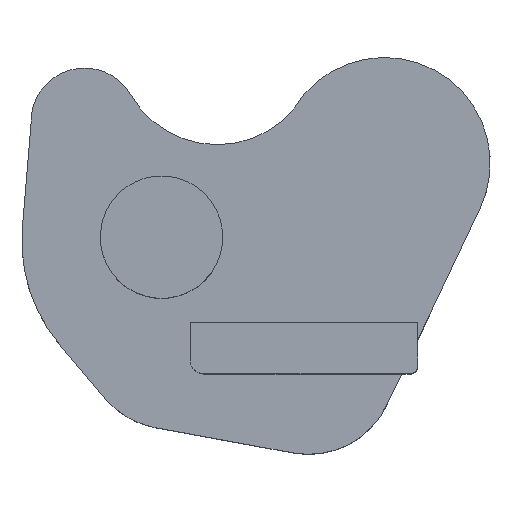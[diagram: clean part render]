
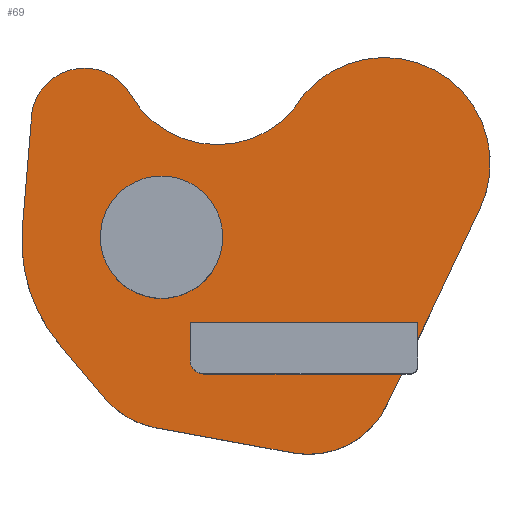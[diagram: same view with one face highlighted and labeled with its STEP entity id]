
A CAD part, top view. The second image highlights one B-rep face of the part: STEP entity #69.
In plain terms, the highlighted planar face has unit normal (0, 0, 1).
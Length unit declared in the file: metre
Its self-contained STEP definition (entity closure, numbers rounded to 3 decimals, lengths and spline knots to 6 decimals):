
#69=ADVANCED_FACE('0:5283',(#154,#155),#156,.T.);
#154=FACE_OUTER_BOUND('',#253,.T.);
#155=FACE_BOUND('',#254,.T.);
#156=PLANE('',#255);
#253=EDGE_LOOP('',(#381,#382,#383,#384,#385,#386,#387,#388,#389,#390,#391,#392,#393,#394,#395,#396,#397,#398,#399,#400));
#254=EDGE_LOOP('',(#401,#402));
#255=AXIS2_PLACEMENT_3D('',#403,#404,#405);
#381=ORIENTED_EDGE('',*,*,#632,.F.);
#382=ORIENTED_EDGE('',*,*,#638,.F.);
#383=ORIENTED_EDGE('',*,*,#639,.F.);
#384=ORIENTED_EDGE('',*,*,#627,.F.);
#385=ORIENTED_EDGE('',*,*,#640,.F.);
#386=ORIENTED_EDGE('',*,*,#641,.F.);
#387=ORIENTED_EDGE('',*,*,#622,.F.);
#388=ORIENTED_EDGE('',*,*,#642,.F.);
#389=ORIENTED_EDGE('',*,*,#643,.T.);
#390=ORIENTED_EDGE('',*,*,#610,.F.);
#391=ORIENTED_EDGE('',*,*,#644,.F.);
#392=ORIENTED_EDGE('',*,*,#645,.T.);
#393=ORIENTED_EDGE('',*,*,#646,.T.);
#394=ORIENTED_EDGE('',*,*,#647,.T.);
#395=ORIENTED_EDGE('',*,*,#648,.F.);
#396=ORIENTED_EDGE('',*,*,#649,.F.);
#397=ORIENTED_EDGE('',*,*,#650,.F.);
#398=ORIENTED_EDGE('',*,*,#651,.F.);
#399=ORIENTED_EDGE('',*,*,#652,.F.);
#400=ORIENTED_EDGE('',*,*,#634,.F.);
#401=ORIENTED_EDGE('',*,*,#605,.T.);
#402=ORIENTED_EDGE('',*,*,#653,.T.);
#403=CARTESIAN_POINT('',(0.0,0.0,0.00786));
#404=DIRECTION('',(0.0,0.0,1.0));
#405=DIRECTION('',(1.0,0.0,0.0));
#605=EDGE_CURVE('0:7150',#717,#714,#718,.T.);
#610=EDGE_CURVE('',#723,#726,#727,.F.);
#622=EDGE_CURVE('0:23995',#746,#742,#748,.T.);
#627=EDGE_CURVE('0:26907',#755,#751,#757,.T.);
#632=EDGE_CURVE('0:29604',#764,#760,#766,.T.);
#634=EDGE_CURVE('',#760,#768,#769,.T.);
#638=EDGE_CURVE('0:5166',#774,#764,#775,.T.);
#639=EDGE_CURVE('',#751,#774,#776,.T.);
#640=EDGE_CURVE('0:5157',#777,#755,#778,.T.);
#641=EDGE_CURVE('',#742,#777,#779,.T.);
#642=EDGE_CURVE('0:15272',#780,#746,#781,.T.);
#643=EDGE_CURVE('0:15237',#780,#726,#782,.T.);
#644=EDGE_CURVE('0:19473',#783,#723,#784,.F.);
#645=EDGE_CURVE('0:15234',#783,#785,#786,.T.);
#646=EDGE_CURVE('0:15231',#785,#787,#788,.T.);
#647=EDGE_CURVE('0:15243',#787,#789,#790,.T.);
#648=EDGE_CURVE('0:15269',#791,#789,#792,.T.);
#649=EDGE_CURVE('0:5139',#793,#791,#794,.T.);
#650=EDGE_CURVE('0:5127',#795,#793,#796,.T.);
#651=EDGE_CURVE('0:5184',#797,#795,#798,.T.);
#652=EDGE_CURVE('0:5175',#768,#797,#799,.T.);
#653=EDGE_CURVE('',#714,#717,#800,.T.);
#714=VERTEX_POINT('',#876);
#717=VERTEX_POINT('',#880);
#718=CIRCLE('',#881,0.004301);
#723=VERTEX_POINT('',#887);
#726=VERTEX_POINT('',#891);
#727=CIRCLE('',#892,0.00096);
#742=VERTEX_POINT('',#910);
#746=VERTEX_POINT('',#915);
#748=CIRCLE('',#918,0.00608);
#751=VERTEX_POINT('',#921);
#755=VERTEX_POINT('',#926);
#757=CIRCLE('',#929,0.00617);
#760=VERTEX_POINT('',#932);
#764=VERTEX_POINT('',#937);
#766=CIRCLE('',#940,0.01134);
#768=VERTEX_POINT('',#942);
#769=CIRCLE('',#943,0.01134);
#774=VERTEX_POINT('',#949);
#775=LINE('',#950,#951);
#776=CIRCLE('',#952,0.00617);
#777=VERTEX_POINT('',#953);
#778=LINE('',#954,#955);
#779=CIRCLE('',#956,0.00608);
#780=VERTEX_POINT('',#957);
#781=LINE('',#958,#959);
#782=LINE('',#960,#961);
#783=VERTEX_POINT('',#962);
#784=CIRCLE('',#963,0.00096);
#785=VERTEX_POINT('',#964);
#786=LINE('',#965,#966);
#787=VERTEX_POINT('',#967);
#788=LINE('',#968,#969);
#789=VERTEX_POINT('',#970);
#790=LINE('',#971,#972);
#791=VERTEX_POINT('',#973);
#792=LINE('',#974,#975);
#793=VERTEX_POINT('',#976);
#794=CIRCLE('',#977,0.007433);
#795=VERTEX_POINT('',#978);
#796=CIRCLE('',#979,0.007021);
#797=VERTEX_POINT('',#980);
#798=CIRCLE('',#981,0.003752);
#799=LINE('',#982,#983);
#800=CIRCLE('',#984,0.004301);
#876=CARTESIAN_POINT('',(-0.013334,-0.000517,0.00786));
#880=CARTESIAN_POINT('',(-0.006334,0.004483,0.00786));
#881=AXIS2_PLACEMENT_3D('',#1087,#1088,#1089);
#887=CARTESIAN_POINT('',(-0.007553,-0.007336,0.00786));
#891=CARTESIAN_POINT('',(-0.006874,-0.007617,0.00786));
#892=AXIS2_PLACEMENT_3D('',#1095,#1096,#1097);
#910=CARTESIAN_POINT('',(0.003278,-0.01259,0.00786));
#915=CARTESIAN_POINT('',(0.005999,-0.009785,0.00786));
#918=AXIS2_PLACEMENT_3D('',#1115,#1116,#1117);
#921=CARTESIAN_POINT('',(-0.012193,-0.010668,0.00786));
#926=CARTESIAN_POINT('',(-0.010212,-0.011398,0.00786));
#929=AXIS2_PLACEMENT_3D('',#1123,#1124,#1125);
#932=CARTESIAN_POINT('',(-0.01911,-0.001715,0.00786));
#937=CARTESIAN_POINT('',(-0.016966,-0.005586,0.00786));
#940=AXIS2_PLACEMENT_3D('',#1131,#1132,#1133);
#942=CARTESIAN_POINT('',(-0.01961,0.002681,0.00786));
#943=AXIS2_PLACEMENT_3D('',#1134,#1135,#1136);
#949=CARTESIAN_POINT('',(-0.013811,-0.009314,0.00786));
#950=CARTESIAN_POINT('',(-0.02,-0.002,0.00786));
#951=VECTOR('',#1141,1.0);
#952=AXIS2_PLACEMENT_3D('',#1142,#1143,#1144);
#953=CARTESIAN_POINT('',(-0.000589,-0.01316,0.00786));
#954=CARTESIAN_POINT('',(-0.012385,-0.011,0.00786));
#955=VECTOR('',#1145,1.0);
#956=AXIS2_PLACEMENT_3D('',#1146,#1147,#1148);
#957=CARTESIAN_POINT('',(0.007027,-0.007617,0.00786));
#958=CARTESIAN_POINT('',(0.004,-0.014,0.00786));
#959=VECTOR('',#1149,1.0);
#960=CARTESIAN_POINT('',(0.000083,-0.007617,0.00786));
#961=VECTOR('',#1150,1.0);
#962=CARTESIAN_POINT('',(-0.007834,-0.006657,0.00786));
#963=AXIS2_PLACEMENT_3D('',#1151,#1152,#1153);
#964=CARTESIAN_POINT('',(-0.007834,-0.004017,0.00786));
#965=CARTESIAN_POINT('',(-0.007834,-0.003009,0.00786));
#966=VECTOR('',#1154,1.0);
#967=CARTESIAN_POINT('',(0.008166,-0.004017,0.00786));
#968=CARTESIAN_POINT('',(0.000083,-0.004017,0.00786));
#969=VECTOR('',#1155,1.0);
#970=CARTESIAN_POINT('',(0.008166,-0.005218,0.00786));
#971=CARTESIAN_POINT('',(0.008166,-0.003009,0.00786));
#972=VECTOR('',#1156,1.0);
#973=CARTESIAN_POINT('',(0.012538,0.004,0.00786));
#974=CARTESIAN_POINT('',(0.004,-0.014,0.00786));
#975=VECTOR('',#1157,1.0);
#976=CARTESIAN_POINT('',(0.00016,0.012,0.00786));
#977=AXIS2_PLACEMENT_3D('',#1158,#1159,#1160);
#978=CARTESIAN_POINT('',(-0.012,0.012,0.00786));
#979=AXIS2_PLACEMENT_3D('',#1161,#1162,#1163);
#980=CARTESIAN_POINT('',(-0.019,0.01,0.00786));
#981=AXIS2_PLACEMENT_3D('',#1164,#1165,#1166);
#982=CARTESIAN_POINT('',(-0.019,0.01,0.00786));
#983=VECTOR('',#1167,1.0);
#984=AXIS2_PLACEMENT_3D('',#1168,#1169,#1170);
#1087=CARTESIAN_POINT('',(-0.009834,0.001983,0.00786));
#1088=DIRECTION('',(0.0,0.0,-1.0));
#1089=DIRECTION('',(0.814,0.581,0.0));
#1095=CARTESIAN_POINT('',(-0.006874,-0.006657,0.00786));
#1096=DIRECTION('',(-0.0,0.0,-1.0));
#1097=DIRECTION('',(-0.707,-0.707,0.0));
#1115=CARTESIAN_POINT('',(0.000506,-0.007179,0.00786));
#1116=DIRECTION('',(0.0,-0.0,-1.0));
#1117=DIRECTION('',(0.456,-0.89,0.0));
#1123=CARTESIAN_POINT('',(-0.009101,-0.005329,0.00786));
#1124=DIRECTION('',(-0.0,0.0,-1.0));
#1125=DIRECTION('',(-0.501,-0.865,0.0));
#1131=CARTESIAN_POINT('',(-0.008309,0.001739,0.00786));
#1132=DIRECTION('',(-0.0,0.0,-1.0));
#1133=DIRECTION('',(-0.952,-0.305,0.0));
#1134=CARTESIAN_POINT('',(-0.008309,0.001739,0.00786));
#1135=DIRECTION('',(-0.0,0.0,-1.0));
#1136=DIRECTION('',(-0.952,-0.305,0.0));
#1141=DIRECTION('',(-0.646,0.763,0.0));
#1142=CARTESIAN_POINT('',(-0.009101,-0.005329,0.00786));
#1143=DIRECTION('',(-0.0,0.0,-1.0));
#1144=DIRECTION('',(-0.501,-0.865,0.0));
#1145=DIRECTION('',(-0.984,0.18,0.0));
#1146=CARTESIAN_POINT('',(0.000506,-0.007179,0.00786));
#1147=DIRECTION('',(0.0,-0.0,-1.0));
#1148=DIRECTION('',(0.456,-0.89,0.0));
#1149=DIRECTION('',(-0.429,-0.904,-0.0));
#1150=DIRECTION('',(-1.0,0.0,0.0));
#1151=CARTESIAN_POINT('',(-0.006874,-0.006657,0.00786));
#1152=DIRECTION('',(-0.0,0.0,-1.0));
#1153=DIRECTION('',(-0.707,-0.707,0.0));
#1154=DIRECTION('',(0.0,1.0,-0.0));
#1155=DIRECTION('',(1.0,0.0,0.0));
#1156=DIRECTION('',(0.,-1.0,0.0));
#1157=DIRECTION('',(-0.429,-0.904,-0.0));
#1158=CARTESIAN_POINT('',(0.005822,0.007185,0.00786));
#1159=DIRECTION('',(0.0,0.0,-1.0));
#1160=DIRECTION('',(0.904,-0.429,0.0));
#1161=CARTESIAN_POINT('',(-0.00592,0.01551,0.00786));
#1162=DIRECTION('',(0.0,0.0,1.0));
#1163=DIRECTION('',(0.866,-0.5,0.0));
#1164=CARTESIAN_POINT('',(-0.01525,0.010124,0.00786));
#1165=DIRECTION('',(0.0,0.0,-1.0));
#1166=DIRECTION('',(0.866,0.5,0.0));
#1167=DIRECTION('',(0.083,0.997,0.0));
#1168=CARTESIAN_POINT('',(-0.009834,0.001983,0.00786));
#1169=DIRECTION('',(0.0,0.0,-1.0));
#1170=DIRECTION('',(0.814,0.581,0.0));
